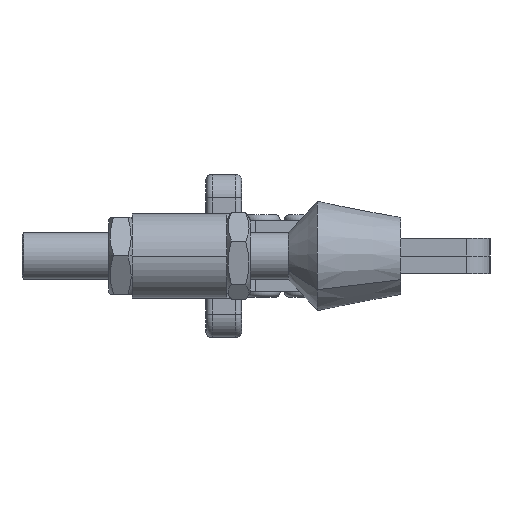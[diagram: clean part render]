
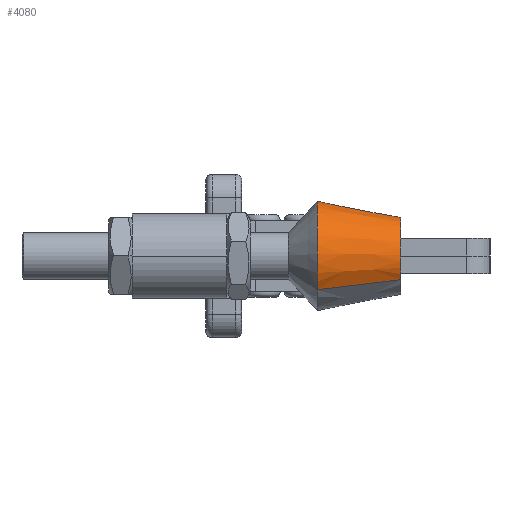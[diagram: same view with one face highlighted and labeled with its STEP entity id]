
A CAD part, left-side view. The second image highlights one B-rep face of the part: STEP entity #4080.
In plain terms, the highlighted conical face has half-angle 11 degrees and reference radius 6.5 mm.
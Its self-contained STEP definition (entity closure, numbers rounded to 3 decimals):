
#4080 = ADVANCED_FACE ( 'NONE', ( #5710 ), #5716, .T. ) ;
#5710 = FACE_OUTER_BOUND ( 'NONE', #11682, .T. ) ;
#5716 = CONICAL_SURFACE ( 'NONE', #13533, 6.5, 0.192 ) ;
#7852 = CARTESIAN_POINT ( 'NONE',  ( 0., 14.111, 0. ) ) ;
#7853 = DIRECTION ( 'NONE',  ( 0., -1., 0. ) ) ;
#7854 = DIRECTION ( 'NONE',  ( 0., 0., -1. ) ) ;
#8044 = CARTESIAN_POINT ( 'NONE',  ( 0., 0., -6.5 ) ) ;
#8045 = DIRECTION ( 'NONE',  ( 0., 0.982, -0.191 ) ) ;
#8928 = LINE ( 'NONE', #8044, #8929 ) ;
#8929 = VECTOR ( 'NONE', #8045, 1000. ) ;
#11583 = VERTEX_POINT ( 'NONE', #23894 ) ;
#11596 = VERTEX_POINT ( 'NONE', #23907 ) ;
#11619 = VERTEX_POINT ( 'NONE', #23930 ) ;
#11624 = VERTEX_POINT ( 'NONE', #23935 ) ;
#11682 = EDGE_LOOP ( 'NONE', ( #12185, #12175, #12101, #12186 ) ) ;
#12101 = ORIENTED_EDGE ( 'NONE', *, *, #27351, .T. ) ;
#12175 = ORIENTED_EDGE ( 'NONE', *, *, #27367, .F. ) ;
#12185 = ORIENTED_EDGE ( 'NONE', *, *, #27484, .F. ) ;
#12186 = ORIENTED_EDGE ( 'NONE', *, *, #27439, .T. ) ;
#13533 = AXIS2_PLACEMENT_3D ( 'NONE', #28652, #28651, #28647 ) ;
#22896 = LINE ( 'NONE', #25849, #22898 ) ;
#22898 = VECTOR ( 'NONE', #25848, 1000. ) ;
#22917 = CIRCLE ( 'NONE', #26319, 6.5 ) ;
#23016 = CIRCLE ( 'NONE', #26334, 9.243 ) ;
#23894 = CARTESIAN_POINT ( 'NONE',  ( 0., 14.111, -9.243 ) ) ;
#23907 = CARTESIAN_POINT ( 'NONE',  ( 0., 0., -6.5 ) ) ;
#23930 = CARTESIAN_POINT ( 'NONE',  ( 0., 14.111, 9.243 ) ) ;
#23935 = CARTESIAN_POINT ( 'NONE',  ( 0., 0., 6.5 ) ) ;
#25848 = DIRECTION ( 'NONE',  ( 0., 0.982, 0.191 ) ) ;
#25849 = CARTESIAN_POINT ( 'NONE',  ( 0., 0., 6.5 ) ) ;
#25932 = CARTESIAN_POINT ( 'NONE',  ( 0., 0., 0. ) ) ;
#25933 = DIRECTION ( 'NONE',  ( 0., -1., 0. ) ) ;
#25934 = DIRECTION ( 'NONE',  ( 0., 0., -1. ) ) ;
#26319 = AXIS2_PLACEMENT_3D ( 'NONE', #25932, #25933, #25934 ) ;
#26334 = AXIS2_PLACEMENT_3D ( 'NONE', #7852, #7853, #7854 ) ;
#27351 = EDGE_CURVE ( 'NONE', #11624, #11619, #22896, .T. ) ;
#27367 = EDGE_CURVE ( 'NONE', #11624, #11596, #22917, .T. ) ;
#27439 = EDGE_CURVE ( 'NONE', #11619, #11583, #23016, .T. ) ;
#27484 = EDGE_CURVE ( 'NONE', #11596, #11583, #8928, .T. ) ;
#28647 = DIRECTION ( 'NONE',  ( 0., 0., 1. ) ) ;
#28651 = DIRECTION ( 'NONE',  ( 0., 1., 0. ) ) ;
#28652 = CARTESIAN_POINT ( 'NONE',  ( 0., 0., 0. ) ) ;
